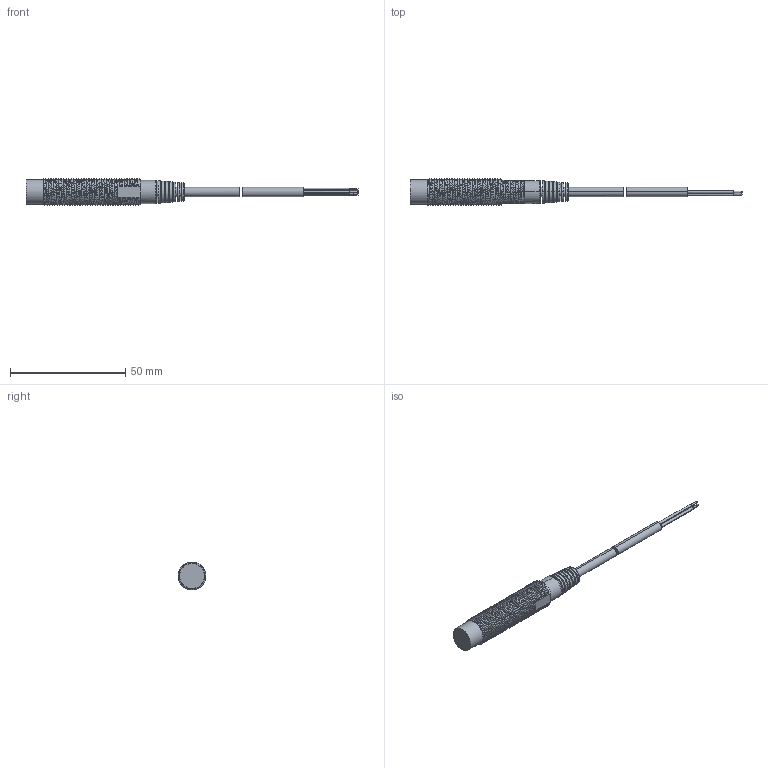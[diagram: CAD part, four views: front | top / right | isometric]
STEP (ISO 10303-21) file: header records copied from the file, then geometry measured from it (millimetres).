
FILE_DESCRIPTION( ('This file contains a STEP AP42 implementation' ,'as created by ZW3D STEP Interface translator.') ,'2;1' );
FILE_NAME( 'WCN2-1208X-X3LX.stp' ,'201023.155043', (''), ('ZWCAD Software Co.'), 'Version 1.0', 'ZW3D to STEP translator', '' );
FILE_SCHEMA(('AUTOMOTIVE_DESIGN'));
Length unit declared in the file: millimetre
Products named in the file (2): 0; WCN1-1202X-X3LX
Bounding box: 144.1 x 11.99 x 11.99 mm (x, y, z)
Volume: 6638.8 mm3; surface area: 4903.4 mm2
Topology: 3 solids, 3 shells, 215 faces, 556 edges, 368 vertices
Faces by surface type: bspline 215
Entity records: 27861 total; most frequent: CARTESIAN_POINT 24521, ORIENTED_EDGE 1110, EDGE_CURVE 555, VERTEX_POINT 368, B_SPLINE_CURVE_WITH_KNOTS 302, EDGE_LOOP 237, FACE_OUTER_BOUND 215, ADVANCED_FACE 215
